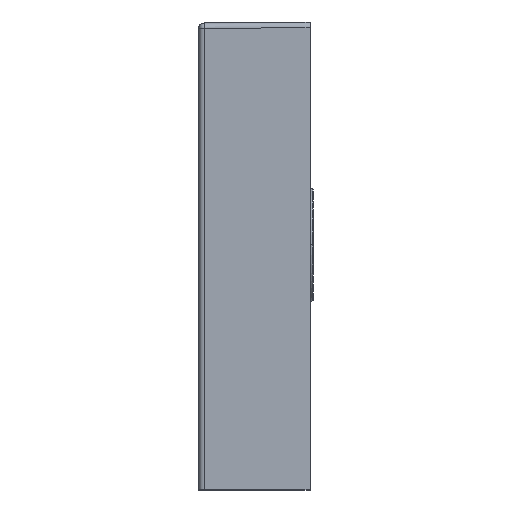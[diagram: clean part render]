
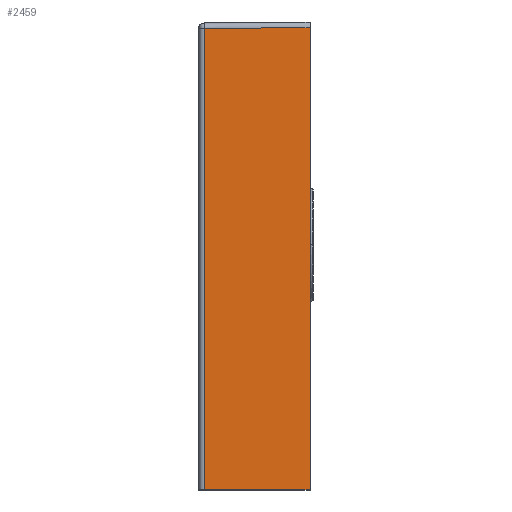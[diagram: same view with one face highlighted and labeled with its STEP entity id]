
A CAD part, left-side view. The second image highlights one B-rep face of the part: STEP entity #2459.
In plain terms, the highlighted planar face has unit normal (-1, 0.009, 0).
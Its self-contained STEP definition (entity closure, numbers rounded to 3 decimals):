
#168 = LINE ( 'NONE', #2251, #5511 ) ;
#343 = PLANE ( 'NONE',  #3394 ) ;
#684 = EDGE_CURVE ( 'NONE', #5898, #5340, #168, .T. ) ;
#890 = VECTOR ( 'NONE', #1019, 1000. ) ;
#1019 = DIRECTION ( 'NONE',  ( 0., 0., -1. ) ) ;
#1229 = LINE ( 'NONE', #3319, #1333 ) ;
#1310 = CARTESIAN_POINT ( 'NONE',  ( -499.968, -96.379, 194.969 ) ) ;
#1333 = VECTOR ( 'NONE', #5420, 1000. ) ;
#1443 = CARTESIAN_POINT ( 'NONE',  ( -499.171, -4.956, 194.171 ) ) ;
#1757 = VERTEX_POINT ( 'NONE', #2902 ) ;
#2056 = EDGE_CURVE ( 'NONE', #1757, #3298, #6032, .T. ) ;
#2251 = CARTESIAN_POINT ( 'NONE',  ( -500.262, -129.998, -220. ) ) ;
#2419 = CARTESIAN_POINT ( 'NONE',  ( -500., -100., -220. ) ) ;
#2459 = ADVANCED_FACE ( 'NONE', ( #5041 ), #343, .T. ) ;
#2493 = ORIENTED_EDGE ( 'NONE', *, *, #5116, .T. ) ;
#2902 = CARTESIAN_POINT ( 'NONE',  ( -500., -100., 195. ) ) ;
#3119 = CARTESIAN_POINT ( 'NONE',  ( -499.171, -4.956, -220. ) ) ;
#3298 = VERTEX_POINT ( 'NONE', #1443 ) ;
#3319 = CARTESIAN_POINT ( 'NONE',  ( -500., -100., -220. ) ) ;
#3394 = AXIS2_PLACEMENT_3D ( 'NONE', #2419, #4528, #6640 ) ;
#3403 = DIRECTION ( 'NONE',  ( 0.009, 1., -0.009 ) ) ;
#3626 = LINE ( 'NONE', #5728, #890 ) ;
#4356 = DIRECTION ( 'NONE',  ( 0.009, 1., 0. ) ) ;
#4528 = DIRECTION ( 'NONE',  ( -1., 0.009, 0. ) ) ;
#4670 = EDGE_LOOP ( 'NONE', ( #5295, #2493, #5659, #5160 ) ) ;
#5041 = FACE_OUTER_BOUND ( 'NONE', #4670, .T. ) ;
#5042 = VECTOR ( 'NONE', #3403, 1000. ) ;
#5116 = EDGE_CURVE ( 'NONE', #3298, #5340, #3626, .T. ) ;
#5160 = ORIENTED_EDGE ( 'NONE', *, *, #5453, .F. ) ;
#5295 = ORIENTED_EDGE ( 'NONE', *, *, #2056, .T. ) ;
#5340 = VERTEX_POINT ( 'NONE', #3119 ) ;
#5420 = DIRECTION ( 'NONE',  ( 0., 0., -1. ) ) ;
#5422 = CARTESIAN_POINT ( 'NONE',  ( -500., -100., -220. ) ) ;
#5453 = EDGE_CURVE ( 'NONE', #1757, #5898, #1229, .T. ) ;
#5511 = VECTOR ( 'NONE', #4356, 1000. ) ;
#5659 = ORIENTED_EDGE ( 'NONE', *, *, #684, .F. ) ;
#5728 = CARTESIAN_POINT ( 'NONE',  ( -499.171, -4.956, -220. ) ) ;
#5898 = VERTEX_POINT ( 'NONE', #5422 ) ;
#6032 = LINE ( 'NONE', #1310, #5042 ) ;
#6640 = DIRECTION ( 'NONE',  ( -0.009, -1., 0. ) ) ;
